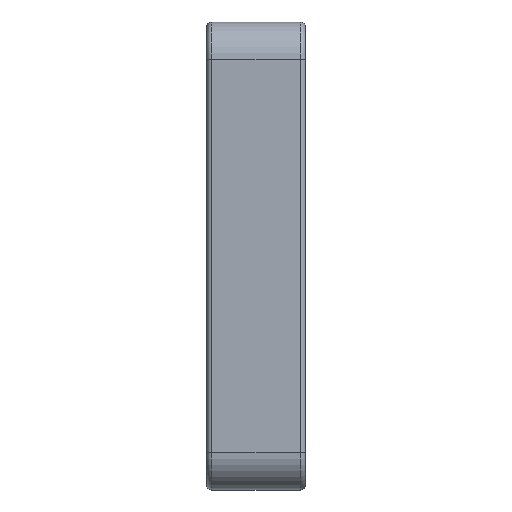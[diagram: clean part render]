
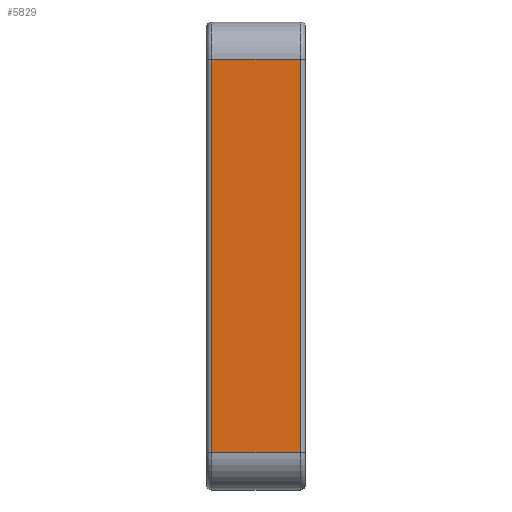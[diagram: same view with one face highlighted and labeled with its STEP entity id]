
A CAD part, left-side view. The second image highlights one B-rep face of the part: STEP entity #5829.
In plain terms, the highlighted planar face has unit normal (-1, 0, 0).
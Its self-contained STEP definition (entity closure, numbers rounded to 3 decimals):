
#1846=DIRECTION('',(0.,0.,1.));
#1847=VECTOR('',#1846,42.);
#1848=CARTESIAN_POINT('',(-25.,10.,-21.));
#1849=LINE('',#1848,#1847);
#1859=DIRECTION('',(0.,0.,1.));
#1860=VECTOR('',#1859,42.);
#1861=CARTESIAN_POINT('',(-25.,0.5,-21.));
#1862=LINE('',#1861,#1860);
#1863=DIRECTION('',(0.,-1.,0.));
#1864=VECTOR('',#1863,9.5);
#1865=CARTESIAN_POINT('',(-25.,10.,-21.));
#1866=LINE('',#1865,#1864);
#1872=DIRECTION('',(0.,-1.,0.));
#1873=VECTOR('',#1872,9.5);
#1874=CARTESIAN_POINT('',(-25.,10.,21.));
#1875=LINE('',#1874,#1873);
#2774=CARTESIAN_POINT('',(-25.,0.5,-21.));
#2775=VERTEX_POINT('',#2774);
#2776=CARTESIAN_POINT('',(-25.,0.5,21.));
#2777=VERTEX_POINT('',#2776);
#2901=CARTESIAN_POINT('',(-25.,10.,-21.));
#2902=VERTEX_POINT('',#2901);
#2903=CARTESIAN_POINT('',(-25.,10.,21.));
#2904=VERTEX_POINT('',#2903);
#5817=CARTESIAN_POINT('',(-25.,5.25,0.));
#5818=DIRECTION('',(1.,0.,0.));
#5819=DIRECTION('',(0.,0.,1.));
#5820=AXIS2_PLACEMENT_3D('',#5817,#5818,#5819);
#5821=PLANE('',#5820);
#5822=ORIENTED_EDGE('',*,*,#5649,.F.);
#5823=ORIENTED_EDGE('',*,*,#5785,.F.);
#5824=ORIENTED_EDGE('',*,*,#5808,.T.);
#5826=ORIENTED_EDGE('',*,*,#5825,.T.);
#5827=EDGE_LOOP('',(#5822,#5823,#5824,#5826));
#5828=FACE_OUTER_BOUND('',#5827,.F.);
#5829=ADVANCED_FACE('',(#5828),#5821,.F.);
#5649=EDGE_CURVE('',#2775,#2777,#1862,.T.);
#5785=EDGE_CURVE('',#2902,#2775,#1866,.T.);
#5808=EDGE_CURVE('',#2902,#2904,#1849,.T.);
#5825=EDGE_CURVE('',#2904,#2777,#1875,.T.);
